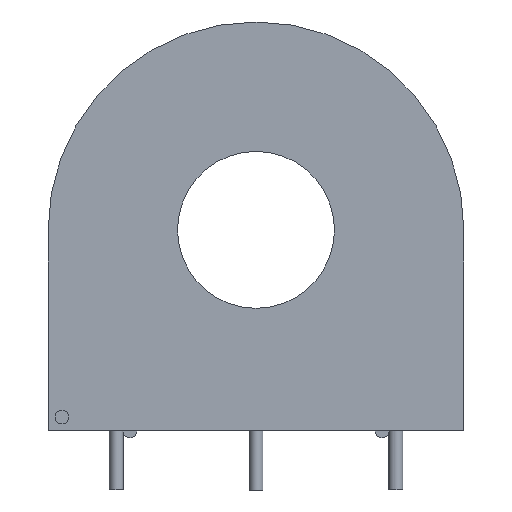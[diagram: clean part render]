
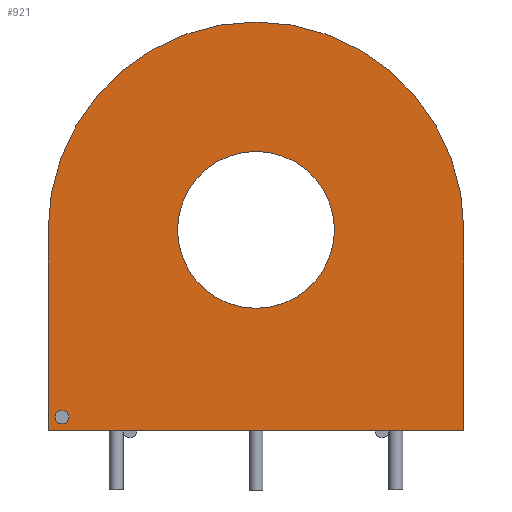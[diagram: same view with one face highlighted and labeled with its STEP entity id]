
A CAD part, front view. The second image highlights one B-rep face of the part: STEP entity #921.
In plain terms, the highlighted planar face has unit normal (0, -1, 0).
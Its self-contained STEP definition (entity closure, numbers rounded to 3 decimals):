
#625=CARTESIAN_POINT('',(-5.7,-7.15,15.1));
#626=VERTEX_POINT('',#625);
#642=CARTESIAN_POINT('',(5.7,-7.15,15.1));
#643=VERTEX_POINT('',#642);
#650=CARTESIAN_POINT('',(0.,-7.15,15.1));
#651=DIRECTION('',(0.0,1.0,0.0));
#652=DIRECTION('',(-1.0,0.0,0.0));
#653=AXIS2_PLACEMENT_3D('',#650,#651,#652);
#654=CIRCLE('',#653,5.7);
#655=EDGE_CURVE('',#626,#643,#654,.T.);
#665=CARTESIAN_POINT('',(-13.6,-7.15,1.5));
#666=VERTEX_POINT('',#665);
#675=CARTESIAN_POINT('',(-14.6,-7.15,1.5));
#676=VERTEX_POINT('',#675);
#677=CARTESIAN_POINT('',(-14.1,-7.15,1.5));
#678=DIRECTION('',(0.0,1.0,0.0));
#679=DIRECTION('',(1.0,0.0,0.0));
#680=AXIS2_PLACEMENT_3D('',#677,#678,#679);
#681=CIRCLE('',#680,0.5);
#682=EDGE_CURVE('',#676,#666,#681,.T.);
#716=CARTESIAN_POINT('',(-14.1,-7.15,1.5));
#717=DIRECTION('',(0.0,1.0,0.0));
#718=DIRECTION('',(1.0,0.0,0.0));
#719=AXIS2_PLACEMENT_3D('',#716,#717,#718);
#720=CIRCLE('',#719,0.5);
#721=EDGE_CURVE('',#666,#676,#720,.T.);
#742=CARTESIAN_POINT('',(0.,-7.15,15.1));
#743=DIRECTION('',(0.0,1.0,0.0));
#744=DIRECTION('',(-1.0,0.0,0.0));
#745=AXIS2_PLACEMENT_3D('',#742,#743,#744);
#746=CIRCLE('',#745,5.7);
#747=EDGE_CURVE('',#643,#626,#746,.T.);
#765=CARTESIAN_POINT('',(-15.1,-7.15,15.1));
#766=VERTEX_POINT('',#765);
#767=CARTESIAN_POINT('',(15.1,-7.15,15.1));
#768=VERTEX_POINT('',#767);
#769=CARTESIAN_POINT('',(0.,-7.15,15.1));
#770=DIRECTION('',(0.0,1.0,0.0));
#771=DIRECTION('',(0.0,0.0,1.0));
#772=AXIS2_PLACEMENT_3D('',#769,#770,#771);
#773=CIRCLE('',#772,15.1);
#774=EDGE_CURVE('',#766,#768,#773,.T.);
#807=CARTESIAN_POINT('',(15.1,-7.15,0.5));
#808=VERTEX_POINT('',#807);
#809=CARTESIAN_POINT('',(15.1,-7.15,15.1));
#810=DIRECTION('',(0.0,0.0,-1.0));
#811=VECTOR('',#810,14.6);
#812=LINE('',#809,#811);
#813=EDGE_CURVE('',#768,#808,#812,.T.);
#838=CARTESIAN_POINT('',(-15.1,-7.15,0.5));
#839=VERTEX_POINT('',#838);
#840=CARTESIAN_POINT('',(15.1,-7.15,0.5));
#841=DIRECTION('',(-1.0,0.0,0.0));
#842=VECTOR('',#841,30.2);
#843=LINE('',#840,#842);
#844=EDGE_CURVE('',#808,#839,#843,.T.);
#869=CARTESIAN_POINT('',(-15.1,-7.15,0.5));
#870=DIRECTION('',(0.0,0.0,1.0));
#871=VECTOR('',#870,14.6);
#872=LINE('',#869,#871);
#873=EDGE_CURVE('',#839,#766,#872,.T.);
#902=CARTESIAN_POINT('',(0.,-7.15,12.57));
#903=DIRECTION('',(0.0,-1.0,0.0));
#904=DIRECTION('',(0.0,0.0,1.0));
#905=AXIS2_PLACEMENT_3D('',#902,#903,#904);
#906=PLANE('',#905);
#907=ORIENTED_EDGE('',*,*,#774,.F.);
#908=ORIENTED_EDGE('',*,*,#873,.F.);
#909=ORIENTED_EDGE('',*,*,#844,.F.);
#910=ORIENTED_EDGE('',*,*,#813,.F.);
#911=EDGE_LOOP('',(#907,#908,#909,#910));
#912=FACE_OUTER_BOUND('',#911,.T.);
#913=ORIENTED_EDGE('',*,*,#721,.T.);
#914=ORIENTED_EDGE('',*,*,#682,.T.);
#915=EDGE_LOOP('',(#913,#914));
#916=FACE_BOUND('',#915,.T.);
#917=ORIENTED_EDGE('',*,*,#655,.T.);
#918=ORIENTED_EDGE('',*,*,#747,.T.);
#919=EDGE_LOOP('',(#917,#918));
#920=FACE_BOUND('',#919,.T.);
#921=ADVANCED_FACE('',(#912,#916,#920),#906,.T.);
